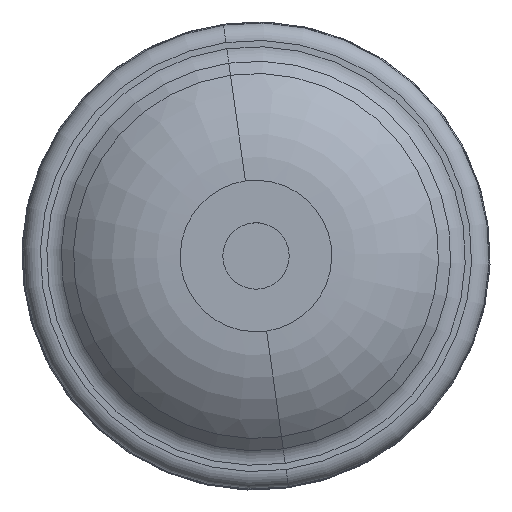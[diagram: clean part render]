
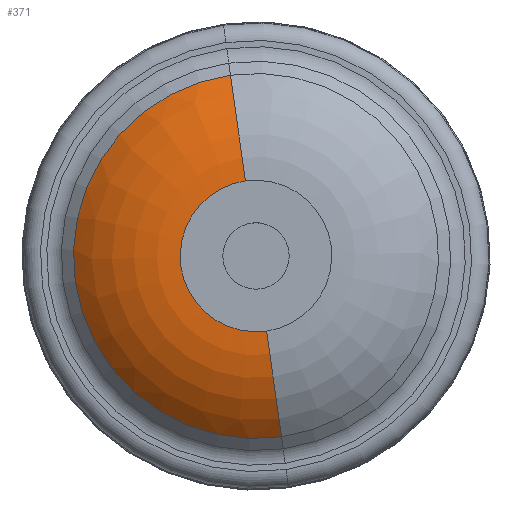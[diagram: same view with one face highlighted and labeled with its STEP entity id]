
A CAD part, left-side view. The second image highlights one B-rep face of the part: STEP entity #371.
In plain terms, the highlighted toroidal (fillet/blend) face has major radius 10.84 mm and minor radius 22 mm.
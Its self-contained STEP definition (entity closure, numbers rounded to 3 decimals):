
#3 = CIRCLE ( 'NONE', #1179, 22. ) ;
#61 = CARTESIAN_POINT ( 'NONE',  ( -10.3, 1.513, 10.734 ) ) ;
#77 = CIRCLE ( 'NONE', #485, 10.84 ) ;
#225 = ORIENTED_EDGE ( 'NONE', *, *, #352, .T. ) ;
#230 = TOROIDAL_SURFACE ( 'NONE', #1259, 10.84, 22. ) ;
#243 = EDGE_CURVE ( 'NONE', #967, #1096, #725, .T. ) ;
#280 = DIRECTION ( 'NONE',  ( 0., -0.14, -0.99 ) ) ;
#281 = CARTESIAN_POINT ( 'NONE',  ( -4.125, 3.646, 25.867 ) ) ;
#282 = CIRCLE ( 'NONE', #1388, 22. ) ;
#315 = DIRECTION ( 'NONE',  ( 1., 0., 0. ) ) ;
#352 = EDGE_CURVE ( 'NONE', #939, #537, #77, .T. ) ;
#371 = ADVANCED_FACE ( 'NONE', ( #372 ), #230, .T. ) ;
#372 = FACE_OUTER_BOUND ( 'NONE', #1224, .T. ) ;
#377 = ORIENTED_EDGE ( 'NONE', *, *, #381, .F. ) ;
#381 = EDGE_CURVE ( 'NONE', #939, #967, #282, .T. ) ;
#450 = CARTESIAN_POINT ( 'NONE',  ( 11.7, 1.513, 10.734 ) ) ;
#485 = AXIS2_PLACEMENT_3D ( 'NONE', #1565, #315, #820 ) ;
#537 = VERTEX_POINT ( 'NONE', #61 ) ;
#574 = CARTESIAN_POINT ( 'NONE',  ( -4.125, -3.646, -25.867 ) ) ;
#605 = DIRECTION ( 'NONE',  ( 1., 0., 0. ) ) ;
#725 = CIRCLE ( 'NONE', #1570, 26.123 ) ;
#747 = DIRECTION ( 'NONE',  ( 0., -0.99, 0.14 ) ) ;
#820 = DIRECTION ( 'NONE',  ( 0., -0.14, -0.99 ) ) ;
#861 = CARTESIAN_POINT ( 'NONE',  ( 11.7, -1.513, -10.734 ) ) ;
#939 = VERTEX_POINT ( 'NONE', #1550 ) ;
#941 = EDGE_CURVE ( 'NONE', #537, #1096, #3, .T. ) ;
#967 = VERTEX_POINT ( 'NONE', #574 ) ;
#968 = DIRECTION ( 'NONE',  ( 0., 0.99, -0.14 ) ) ;
#981 = DIRECTION ( 'NONE',  ( 0., 0.14, 0.99 ) ) ;
#1010 = CARTESIAN_POINT ( 'NONE',  ( 11.7, 0., 0. ) ) ;
#1096 = VERTEX_POINT ( 'NONE', #281 ) ;
#1151 = DIRECTION ( 'NONE',  ( 1., 0., 0. ) ) ;
#1179 = AXIS2_PLACEMENT_3D ( 'NONE', #450, #968, #981 ) ;
#1208 = ORIENTED_EDGE ( 'NONE', *, *, #941, .T. ) ;
#1224 = EDGE_LOOP ( 'NONE', ( #225, #1208, #1407, #377 ) ) ;
#1259 = AXIS2_PLACEMENT_3D ( 'NONE', #1010, #605, #1358 ) ;
#1358 = DIRECTION ( 'NONE',  ( 0., -0.14, -0.99 ) ) ;
#1388 = AXIS2_PLACEMENT_3D ( 'NONE', #861, #747, #1467 ) ;
#1407 = ORIENTED_EDGE ( 'NONE', *, *, #243, .F. ) ;
#1467 = DIRECTION ( 'NONE',  ( 0., -0.14, -0.99 ) ) ;
#1539 = CARTESIAN_POINT ( 'NONE',  ( -4.125, 0., 0. ) ) ;
#1550 = CARTESIAN_POINT ( 'NONE',  ( -10.3, -1.513, -10.734 ) ) ;
#1565 = CARTESIAN_POINT ( 'NONE',  ( -10.3, 0., 0. ) ) ;
#1570 = AXIS2_PLACEMENT_3D ( 'NONE', #1539, #1151, #280 ) ;
